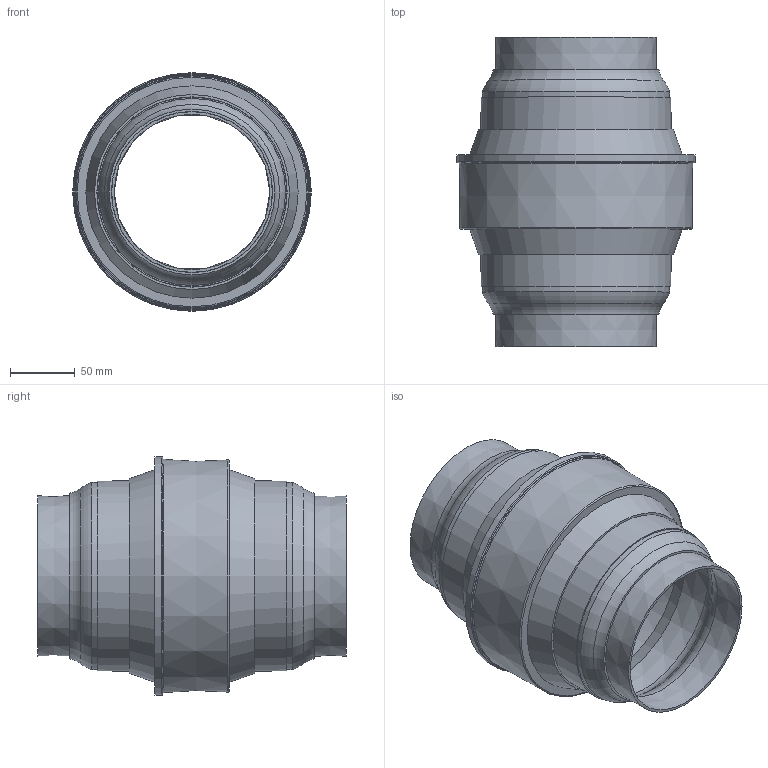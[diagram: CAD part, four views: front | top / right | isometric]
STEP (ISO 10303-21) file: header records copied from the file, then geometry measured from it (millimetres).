
FILE_DESCRIPTION(('STEP AP203'),'1');
FILE_NAME('4043018_V KDA flow 125-150 Kondenswasserabscheider.STP','2019-11-22T14:47:09',(' '),(' '),'Spatial InterOp 3D',' ',' ');
FILE_SCHEMA(('CONFIG_CONTROL_DESIGN'));
Length unit declared in the file: millimetre
Products named in the file (1): 1
Bounding box: 185 x 239.5 x 185 mm (x, y, z)
Volume: 370337.4 mm3; surface area: 331193.9 mm2
Topology: 1 solids, 1 shells, 51 faces, 86 edges, 51 vertices
Faces by surface type: cone 24, plane 16, torus 11
Entity records: 1072 total; most frequent: DIRECTION 206, CARTESIAN_POINT 154, AXIS2_PLACEMENT_3D 103, EDGE_LOOP 102, ORIENTED_EDGE 102, FACE_BOUND 86, ADVANCED_FACE 51, EDGE_CURVE 51
